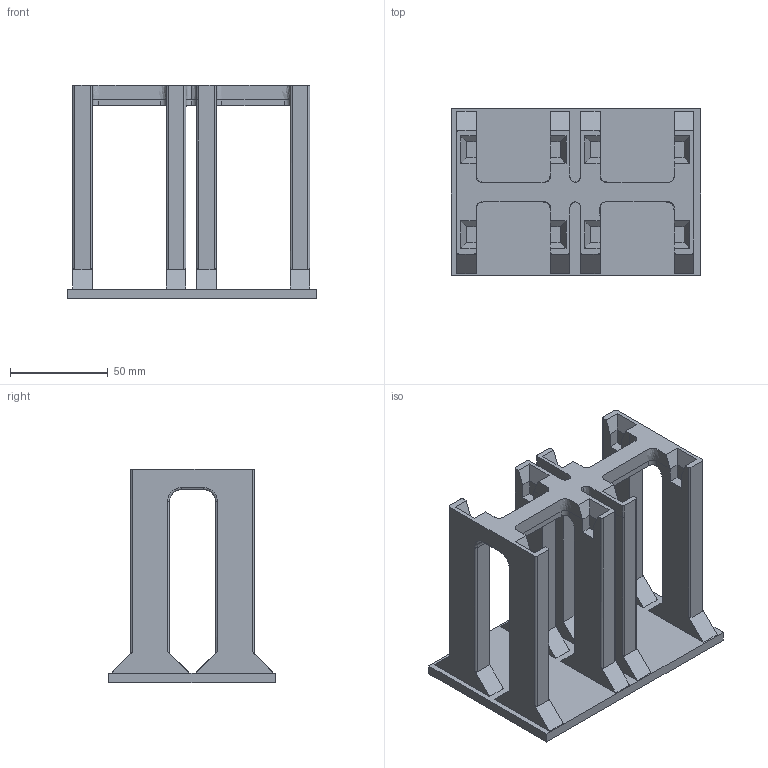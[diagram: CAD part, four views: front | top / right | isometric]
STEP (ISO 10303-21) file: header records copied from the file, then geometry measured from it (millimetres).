
FILE_DESCRIPTION(/* description */ (''),/* implementation_level */ '2;1');
FILE_NAME(/* name */ 'electrode_mount_tall v7.step',/* time_stamp */ '2024-09-12T15:00:11+02:00',/* author */ (''),/* organization */ (''),/* preprocessor_version */ 'ST-DEVELOPER v20',/* originating_system */ 'Autodesk Translation Framework v13.14.0.145',/* authorisation */ '');
FILE_SCHEMA (('AUTOMOTIVE_DESIGN { 1 0 10303 214 3 1 1 }'));
Length unit declared in the file: millimetre
Products named in the file (1): electrode_mount_tall
Bounding box: 127.75 x 85.5 x 109.5 mm (x, y, z)
Volume: 241883.2 mm3; surface area: 80477 mm2
Topology: 1 solids, 1 shells, 176 faces, 511 edges, 331 vertices
Faces by surface type: plane 119, cylinder 42, bspline 11, torus 4
Entity records: 6434 total; most frequent: CARTESIAN_POINT 1741, ORIENTED_EDGE 1022, DIRECTION 904, EDGE_CURVE 511, LINE 396, VECTOR 396, VERTEX_POINT 331, AXIS2_PLACEMENT_3D 254
